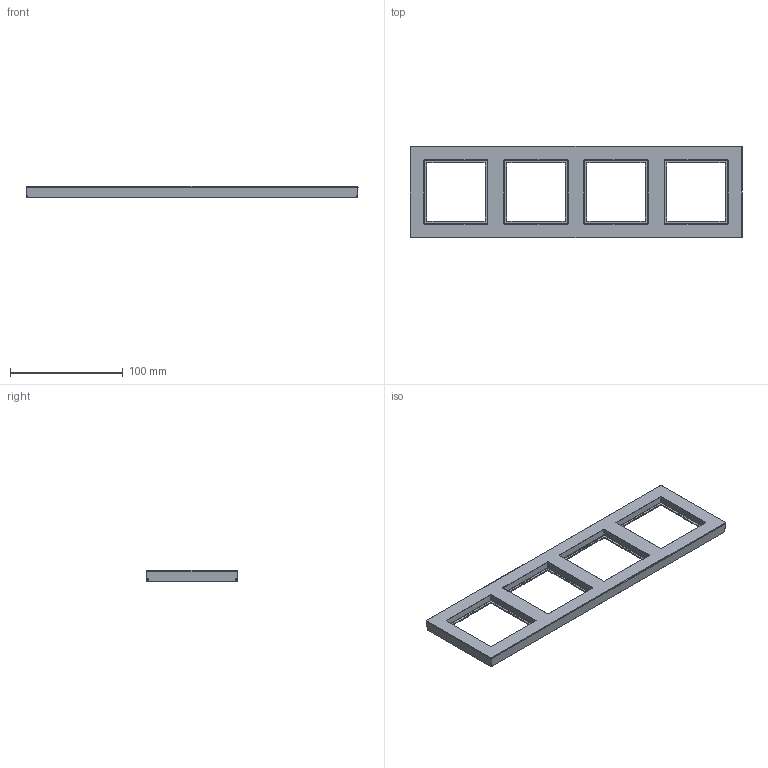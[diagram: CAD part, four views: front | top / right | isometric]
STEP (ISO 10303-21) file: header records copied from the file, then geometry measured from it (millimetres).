
FILE_DESCRIPTION((''),'2;1');
FILE_NAME('WAD6400_GEN_ASM','2025-04-09T08:19:04',('andolfs'),(''),'CREO PARAMETRIC BY PTC INC, 2023154','CREO PARAMETRIC BY PTC INC, 2023154','');
FILE_SCHEMA(('CONFIG_CONTROL_DESIGN','SHAPE_APPEARANCE_LAYERS_GROUPS'));
Products named in the file (3): W4G0072_18; W1A2207_GEN; WAD6400_GEN_ASM
Assembly tree (2 placements, depth 2):
  WAD6400_GEN_ASM
    W4G0072_18
    W1A2207_GEN
Bounding box: 294.5 x 81.5 x 10 mm (x, y, z)
Volume: 37970.8 mm3; surface area: 50182 mm2
Topology: 1 solids, 1 shells, 3425 faces, 9129 edges, 5894 vertices
Faces by surface type: plane 1427, extrusion 806, cylinder 548, bspline 540, torus 52, cone 36, revolution 16
Entity records: 191634 total; most frequent: CARTESIAN_POINT 80934, ORIENTED_EDGE 18258, DIRECTION 11987, PRESENTATION_STYLE_ASSIGNMENT 9878, STYLED_ITEM 9878, CURVE_STYLE 9129, EDGE_CURVE 9129, VECTOR 6003
